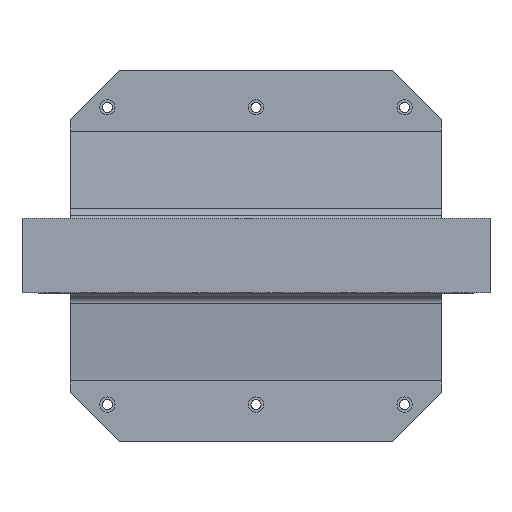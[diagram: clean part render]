
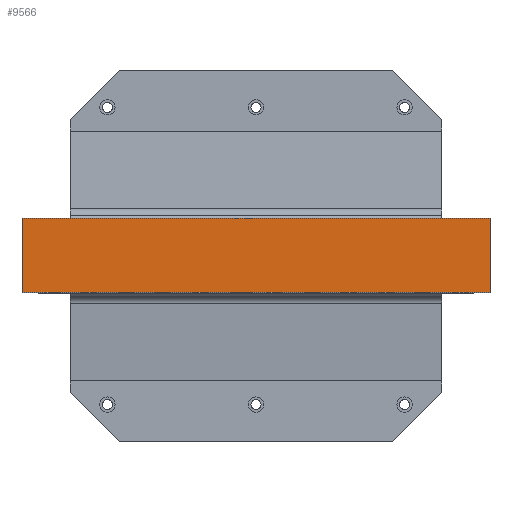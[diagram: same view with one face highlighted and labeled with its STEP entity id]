
A CAD part, top view. The second image highlights one B-rep face of the part: STEP entity #9566.
In plain terms, the highlighted planar face has unit normal (0, 0, 1).
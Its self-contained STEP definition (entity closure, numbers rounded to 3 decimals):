
#6970=VERTEX_POINT('',#19964);
#9290=VERTEX_POINT('',#22610);
#9520=EDGE_CURVE('',#6970,#9290,#22863,.T.);
#9566=ADVANCED_FACE('',(#22909),#22910,.T.);
#10686=EDGE_CURVE('',#6970,#16142,#24281,.T.);
#12728=EDGE_CURVE('',#16142,#13936,#26618,.T.);
#13936=VERTEX_POINT('',#27983);
#16142=VERTEX_POINT('',#30492);
#18906=EDGE_CURVE('',#13936,#9290,#33631,.T.);
#19964=CARTESIAN_POINT('',(-315.0,-50.,595.0));
#22610=CARTESIAN_POINT('',(315.0,-50.,595.0));
#22863=LINE('',#38770,#38771);
#22909=FACE_OUTER_BOUND('',#38838,.T.);
#22910=PLANE('',#38839);
#24281=LINE('',#40555,#40556);
#26618=LINE('',#43496,#43497);
#27983=CARTESIAN_POINT('',(315.0,50.,595.0));
#30492=CARTESIAN_POINT('',(-315.0,50.,595.0));
#33631=LINE('',#52412,#52413);
#38770=CARTESIAN_POINT('',(-250.0,-50.0,595.0));
#38771=VECTOR('',#57542,1.0);
#38838=EDGE_LOOP('',(#57572,#57573,#57574,#57575));
#38839=AXIS2_PLACEMENT_3D('',#57576,#57577,#57578);
#40555=CARTESIAN_POINT('',(-315.0,-50.,595.0));
#40556=VECTOR('',#59247,1.0);
#43496=CARTESIAN_POINT('',(-250.0,50.0,595.0));
#43497=VECTOR('',#62250,1.0);
#52412=CARTESIAN_POINT('',(315.0,50.,595.0));
#52413=VECTOR('',#71045,1.0);
#57542=DIRECTION('',(1.0,0.0,0.0));
#57572=ORIENTED_EDGE('',*,*,#12728,.F.);
#57573=ORIENTED_EDGE('',*,*,#10686,.F.);
#57574=ORIENTED_EDGE('',*,*,#9520,.T.);
#57575=ORIENTED_EDGE('',*,*,#18906,.F.);
#57576=CARTESIAN_POINT('',(-250.0,-50.0,595.0));
#57577=DIRECTION('',(0.0,0.0,1.0));
#57578=DIRECTION('',(1.0,0.0,0.0));
#59247=DIRECTION('',(0.0,1.0,0.0));
#62250=DIRECTION('',(1.0,0.0,0.0));
#71045=DIRECTION('',(0.0,-1.0,0.0));
